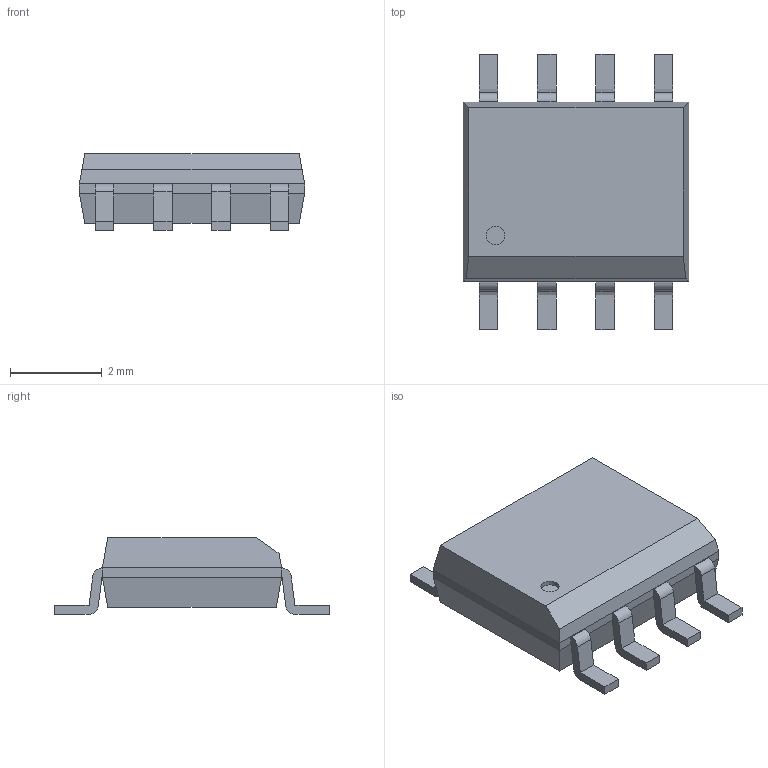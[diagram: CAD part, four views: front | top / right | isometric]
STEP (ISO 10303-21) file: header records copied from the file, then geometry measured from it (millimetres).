
FILE_DESCRIPTION (( 'STEP AP214' ), '1' );
FILE_NAME ('SOP-8(2-5R1S).STEP', '2018-02-08T07:36:50', ( 'Admin' ), ( 'MyPc' ), 'SwSTEP 2.0', 'SolidWorks 2015', '' );
FILE_SCHEMA (( 'AUTOMOTIVE_DESIGN' ));
Length unit declared in the file: millimetre
Products named in the file (1): SOP-8(2-5R1S)
Bounding box: 4.9 x 6 x 1.67 mm (x, y, z)
Volume: 28.5 mm3; surface area: 77.8 mm2
Topology: 9 solids, 9 shells, 114 faces, 277 edges, 182 vertices
Faces by surface type: plane 96, cylinder 18
Entity records: 4323 total; most frequent: CARTESIAN_POINT 574, ORIENTED_EDGE 554, DIRECTION 543, EDGE_CURVE 277, LINE 241, VECTOR 241, VERTEX_POINT 182, AXIS2_PLACEMENT_3D 151
